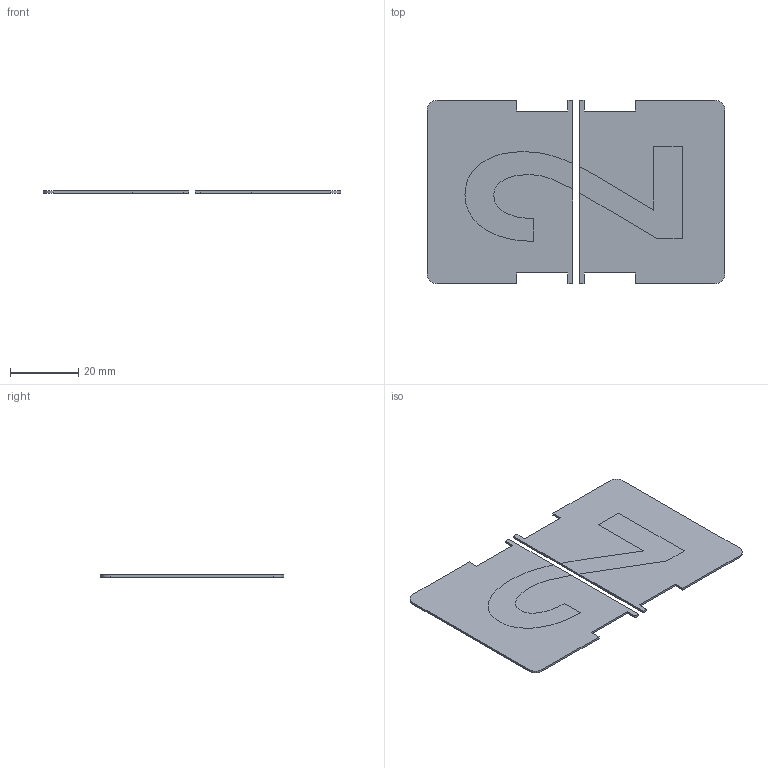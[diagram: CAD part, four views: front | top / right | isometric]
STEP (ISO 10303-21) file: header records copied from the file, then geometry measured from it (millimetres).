
FILE_DESCRIPTION(/* description */ (''),/* implementation_level */ '2;1');
FILE_NAME(/* name */ 'Flap 123.step',/* time_stamp */ '2021-09-18T09:21:43+12:00',/* author */ (''),/* organization */ (''),/* preprocessor_version */ 'ST-DEVELOPER v18.1',/* originating_system */ 'Autodesk Translation Framework v10.10.0.1391',/* authorisation */ '');
FILE_SCHEMA (('AUTOMOTIVE_DESIGN { 1 0 10303 214 3 1 1 }'));
Length unit declared in the file: millimetre
Products named in the file (1): Flap 123
Bounding box: 87.6 x 54 x 0.6 mm (x, y, z)
Volume: 2653.6 mm3; surface area: 12186.3 mm2
Topology: 6 solids, 6 shells, 134 faces, 366 edges, 244 vertices
Faces by surface type: plane 76, bspline 54, cylinder 4
Entity records: 5262 total; most frequent: CARTESIAN_POINT 2205, ORIENTED_EDGE 732, DIRECTION 418, EDGE_CURVE 366, VERTEX_POINT 244, LINE 240, VECTOR 240, FACE_OUTER_BOUND 134
